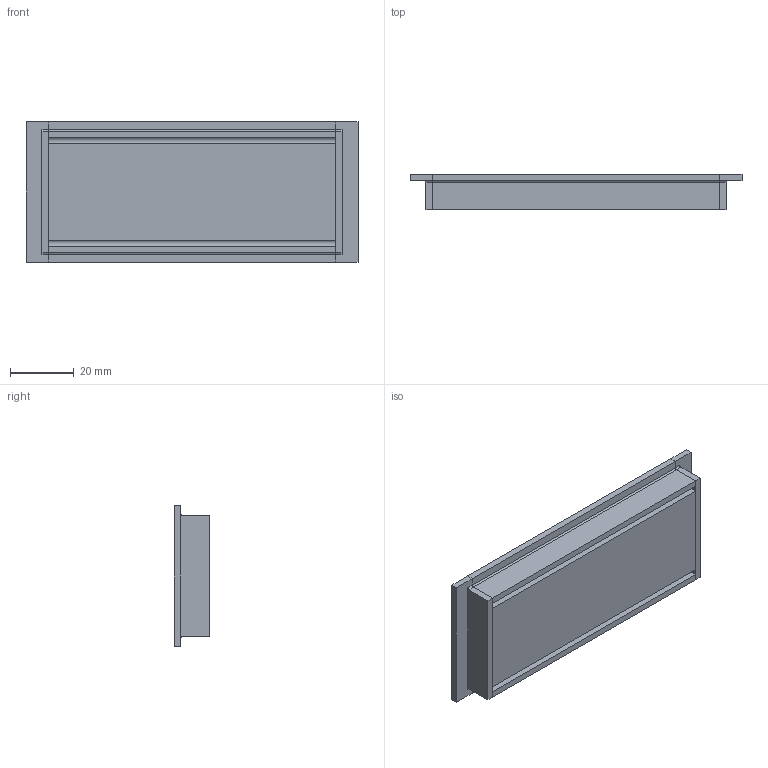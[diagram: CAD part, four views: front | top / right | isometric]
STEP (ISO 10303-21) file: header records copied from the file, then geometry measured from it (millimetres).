
FILE_DESCRIPTION (( 'STEP AP214' ), '1' );
FILE_NAME ('F001704,F001706_3D.step', '2022-07-07T08:12:40', ( '' ), ( '' ), 'SwSTEP 2.0', 'SolidWorks 2020', '' );
FILE_SCHEMA (( 'AUTOMOTIVE_DESIGN' ));
Length unit declared in the file: millimetre
Products named in the file (1): F001704,F001706_3D
Bounding box: 104 x 11 x 44 mm (x, y, z)
Volume: 14773 mm3; surface area: 15880.2 mm2
Topology: 3 solids, 3 shells, 60 faces, 162 edges, 108 vertices
Faces by surface type: plane 40, cylinder 20
Entity records: 1938 total; most frequent: CARTESIAN_POINT 331, DIRECTION 324, ORIENTED_EDGE 324, EDGE_CURVE 162, VECTOR 122, LINE 122, VERTEX_POINT 108, AXIS2_PLACEMENT_3D 101
